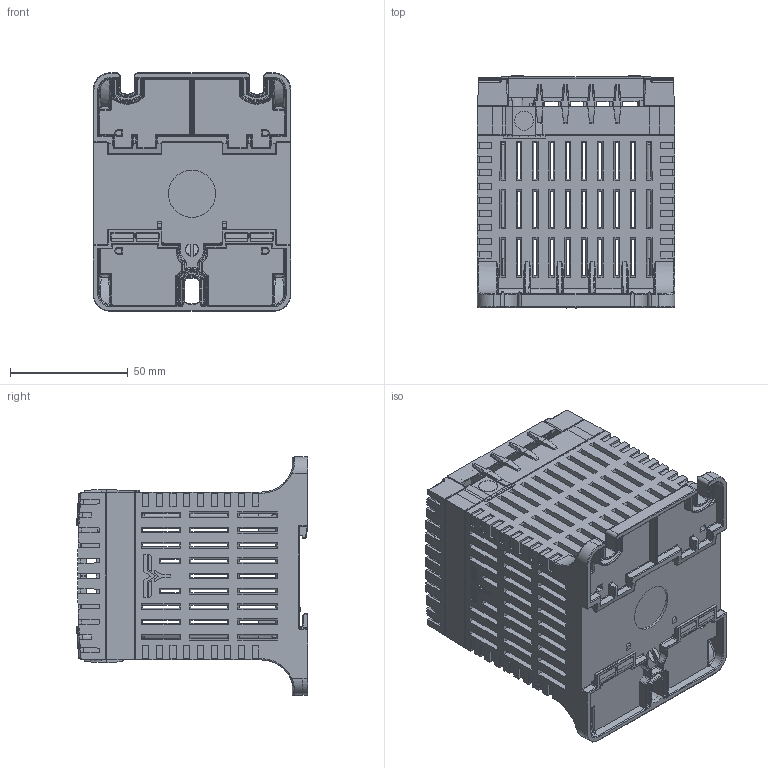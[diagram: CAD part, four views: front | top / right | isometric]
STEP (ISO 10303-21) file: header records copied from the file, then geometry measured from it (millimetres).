
FILE_DESCRIPTION(/* description */ (''),/* implementation_level */ '2;1');
FILE_NAME(/* name */ 'RC25.stp',/* time_stamp */ '2023-07-25T11:37:33+02:00',/* author */ ('DMA'),/* organization */ (''),/* preprocessor_version */ 'ST-DEVELOPER v16.13',/* originating_system */ 'Autodesk Inventor 2018',/* authorisation */ '');
FILE_SCHEMA (('AUTOMOTIVE_DESIGN { 1 0 10303 214 3 1 1 }','AP242_MANAGED_MODEL_BASED_3D_ENGINEERING_MIM_LF { 1 0 10303 442 1 1 4 }'));
Products named in the file (1): RC25
Bounding box: 83.7 x 98.35 x 101 mm (x, y, z)
Surface area: 101648.6 mm2 (no closed solid volume)
Topology: 0 solids, 18 shells, 2769 faces, 9208 edges, 6211 vertices
Faces by surface type: plane 1692, cylinder 496, bspline 465, cone 47, sphere 43, torus 26
Full cylindrical faces by diameter (mm): 20 x1
Entity records: 334017 total; most frequent: CARTESIAN_POINT 256407, ORIENTED_EDGE 16161, DIRECTION 14735, EDGE_CURVE 9117, LINE 6793, VECTOR 6793, VERTEX_POINT 6201, AXIS2_PLACEMENT_3D 3971
